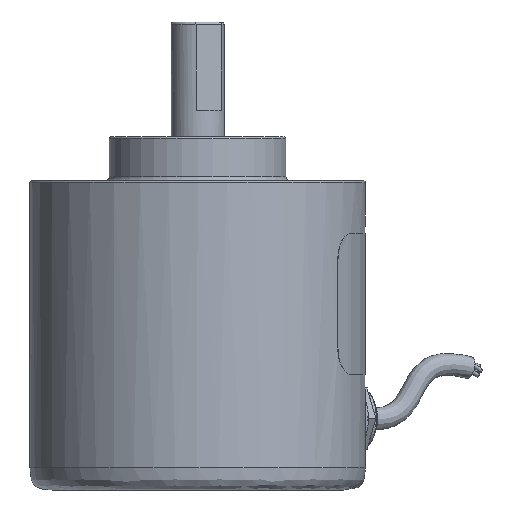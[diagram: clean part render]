
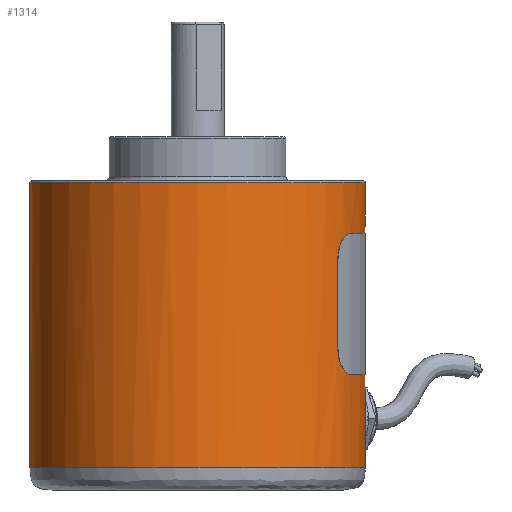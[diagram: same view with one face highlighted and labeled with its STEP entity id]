
A CAD part, left-side view. The second image highlights one B-rep face of the part: STEP entity #1314.
In plain terms, the highlighted cylindrical face has radius 19 mm (diameter 38 mm), a full revolution.
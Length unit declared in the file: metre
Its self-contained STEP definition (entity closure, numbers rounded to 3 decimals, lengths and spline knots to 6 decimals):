
#50=CYLINDRICAL_SURFACE('',#1614,0.019);
#96=LINE('',#3360,#140);
#97=LINE('',#3376,#141);
#140=VECTOR('',#1860,1.);
#141=VECTOR('',#1863,1.);
#215=CIRCLE('',#1615,0.019);
#216=CIRCLE('',#1616,0.019);
#217=CIRCLE('',#1617,0.019);
#381=ORIENTED_EDGE('',*,*,#680,.F.);
#382=ORIENTED_EDGE('',*,*,#627,.T.);
#383=ORIENTED_EDGE('',*,*,#681,.T.);
#384=ORIENTED_EDGE('',*,*,#682,.T.);
#385=ORIENTED_EDGE('',*,*,#683,.T.);
#386=ORIENTED_EDGE('',*,*,#684,.T.);
#387=ORIENTED_EDGE('',*,*,#685,.T.);
#388=ORIENTED_EDGE('',*,*,#686,.T.);
#389=ORIENTED_EDGE('',*,*,#687,.T.);
#390=ORIENTED_EDGE('',*,*,#688,.T.);
#391=ORIENTED_EDGE('',*,*,#620,.F.);
#620=EDGE_CURVE('',#797,#797,#901,.F.);
#627=EDGE_CURVE('',#804,#804,#902,.T.);
#680=EDGE_CURVE('',#836,#836,#215,.T.);
#681=EDGE_CURVE('',#837,#838,#216,.T.);
#682=EDGE_CURVE('',#838,#839,#909,.T.);
#683=EDGE_CURVE('',#839,#840,#96,.T.);
#684=EDGE_CURVE('',#840,#841,#910,.T.);
#685=EDGE_CURVE('',#841,#842,#217,.T.);
#686=EDGE_CURVE('',#842,#843,#911,.T.);
#687=EDGE_CURVE('',#843,#844,#97,.T.);
#688=EDGE_CURVE('',#844,#837,#912,.T.);
#797=VERTEX_POINT('',#3151);
#804=VERTEX_POINT('',#3176);
#836=VERTEX_POINT('',#3350);
#837=VERTEX_POINT('',#3352);
#838=VERTEX_POINT('',#3353);
#839=VERTEX_POINT('',#3359);
#840=VERTEX_POINT('',#3361);
#841=VERTEX_POINT('',#3367);
#842=VERTEX_POINT('',#3369);
#843=VERTEX_POINT('',#3375);
#844=VERTEX_POINT('',#3377);
#901=B_SPLINE_CURVE_WITH_KNOTS('',3,(#3132,#3133,#3134,#3135,#3136,#3137,
#3138,#3139,#3140,#3141,#3142,#3143,#3144,#3145,#3146,#3147,#3148,#3149,
#3150),.UNSPECIFIED.,.T.,.F.,(1,1,1,1,1,1,1,1,1,1,1,1,1,1,1,1,1,1,1,1,1,
1,1),(-0.1875,-0.125,-0.0625,0.,0.0625,0.125,0.1875,0.25,0.3125,0.375,0.4375,
0.5,0.5625,0.625,0.6875,0.75,0.8125,0.875,0.9375,1.,1.0625,1.125,1.1875),
 .UNSPECIFIED.);
#902=B_SPLINE_CURVE_WITH_KNOTS('',3,(#3165,#3166,#3167,#3168,#3169,#3170,
#3171,#3172,#3173,#3174,#3175),.UNSPECIFIED.,.T.,.F.,(1,1,1,1,1,1,1,1,1,
1,1,1,1,1,1),(-0.009406,-0.006273,-0.003139,
-0.000005,0.003129,0.006263,0.009396,
0.01253,0.015664,0.018798,0.021931,
0.025065,0.028199,0.031333,0.034467),
 .UNSPECIFIED.);
#909=B_SPLINE_CURVE_WITH_KNOTS('',3,(#3354,#3355,#3356,#3357,#3358),
 .UNSPECIFIED.,.F.,.F.,(4,1,4),(0.,0.002362,
0.004724),.UNSPECIFIED.);
#910=B_SPLINE_CURVE_WITH_KNOTS('',3,(#3362,#3363,#3364,#3365,#3366),
 .UNSPECIFIED.,.F.,.F.,(4,1,4),(0.,0.002365,0.004731),
 .UNSPECIFIED.);
#911=B_SPLINE_CURVE_WITH_KNOTS('',3,(#3370,#3371,#3372,#3373,#3374),
 .UNSPECIFIED.,.F.,.F.,(4,1,4),(0.,0.002371,
0.004742),.UNSPECIFIED.);
#912=B_SPLINE_CURVE_WITH_KNOTS('',3,(#3378,#3379,#3380,#3381,#3382),
 .UNSPECIFIED.,.F.,.F.,(4,1,4),(0.,0.002365,0.004731),
 .UNSPECIFIED.);
#1025=EDGE_LOOP('',(#381));
#1026=EDGE_LOOP('',(#382));
#1027=EDGE_LOOP('',(#383,#384,#385,#386,#387,#388,#389,#390));
#1028=EDGE_LOOP('',(#391));
#1156=FACE_BOUND('',#1025,.T.);
#1157=FACE_BOUND('',#1026,.T.);
#1158=FACE_BOUND('',#1027,.T.);
#1159=FACE_BOUND('',#1028,.T.);
#1314=ADVANCED_FACE('',(#1156,#1157,#1158,#1159),#50,.T.);
#1614=AXIS2_PLACEMENT_3D('',#3348,#1854,#1855);
#1615=AXIS2_PLACEMENT_3D('',#3349,#1856,#1857);
#1616=AXIS2_PLACEMENT_3D('',#3351,#1858,#1859);
#1617=AXIS2_PLACEMENT_3D('',#3368,#1861,#1862);
#1854=DIRECTION('',(0.,0.,1.));
#1855=DIRECTION('',(-0.5,0.866,0.));
#1856=DIRECTION('',(0.,0.,1.));
#1857=DIRECTION('',(-0.5,0.866,0.));
#1858=DIRECTION('',(0.,0.,1.));
#1859=DIRECTION('',(-0.5,0.866,0.));
#1860=DIRECTION('',(0.,0.,-1.));
#1861=DIRECTION('',(0.,0.,-1.));
#1862=DIRECTION('',(-0.5,0.866,0.));
#1863=DIRECTION('',(0.,0.,1.));
#3132=CARTESIAN_POINT('',(0.002545,-0.019328,-0.0325));
#3133=CARTESIAN_POINT('',(0.009747,-0.016883,-0.0325));
#3134=CARTESIAN_POINT('',(0.015466,-0.011868,-0.0325));
#3135=CARTESIAN_POINT('',(0.01883,-0.005046,-0.0325));
#3136=CARTESIAN_POINT('',(0.019328,0.002545,-0.0325));
#3137=CARTESIAN_POINT('',(0.016883,0.009747,-0.0325));
#3138=CARTESIAN_POINT('',(0.011868,0.015466,-0.0325));
#3139=CARTESIAN_POINT('',(0.005046,0.01883,-0.0325));
#3140=CARTESIAN_POINT('',(-0.002545,0.019328,-0.0325));
#3141=CARTESIAN_POINT('',(-0.009747,0.016883,-0.0325));
#3142=CARTESIAN_POINT('',(-0.015466,0.011868,-0.0325));
#3143=CARTESIAN_POINT('',(-0.01883,0.005046,-0.0325));
#3144=CARTESIAN_POINT('',(-0.019328,-0.002545,-0.0325));
#3145=CARTESIAN_POINT('',(-0.016883,-0.009747,-0.0325));
#3146=CARTESIAN_POINT('',(-0.011868,-0.015466,-0.0325));
#3147=CARTESIAN_POINT('',(-0.005046,-0.01883,-0.0325));
#3148=CARTESIAN_POINT('',(0.002545,-0.019328,-0.0325));
#3149=CARTESIAN_POINT('',(0.009747,-0.016883,-0.0325));
#3150=CARTESIAN_POINT('',(0.015466,-0.011868,-0.0325));
#3151=CARTESIAN_POINT('',(0.0095,-0.016454,-0.0325));
#3165=CARTESIAN_POINT('',(0.006675,-0.017841,-0.023782));
#3166=CARTESIAN_POINT('',(0.009548,-0.016548,-0.02248));
#3167=CARTESIAN_POINT('',(0.012106,-0.014708,-0.023773));
#3168=CARTESIAN_POINT('',(0.013072,-0.013776,-0.026909));
#3169=CARTESIAN_POINT('',(0.012112,-0.014702,-0.030043));
#3170=CARTESIAN_POINT('',(0.009555,-0.016545,-0.031346));
#3171=CARTESIAN_POINT('',(0.006682,-0.017839,-0.030047));
#3172=CARTESIAN_POINT('',(0.005395,-0.018209,-0.026922));
#3173=CARTESIAN_POINT('',(0.006675,-0.017841,-0.023782));
#3174=CARTESIAN_POINT('',(0.009548,-0.016548,-0.02248));
#3175=CARTESIAN_POINT('',(0.012106,-0.014708,-0.023773));
#3176=CARTESIAN_POINT('',(0.0095,-0.016454,-0.030912));
#3348=CARTESIAN_POINT('',(0.,0.,-0.035));
#3349=CARTESIAN_POINT('',(0.,0.,-0.0002));
#3350=CARTESIAN_POINT('',(-0.0095,0.016454,-0.0002));
#3351=CARTESIAN_POINT('',(0.,0.,-0.005912));
#3352=CARTESIAN_POINT('',(-0.007813,-0.017319,-0.005912));
#3353=CARTESIAN_POINT('',(0.018905,-0.001894,-0.005912));
#3354=CARTESIAN_POINT('',(0.018905,-0.001894,-0.005912));
#3355=CARTESIAN_POINT('',(0.018984,-0.00111,-0.005912));
#3356=CARTESIAN_POINT('',(0.019021,0.000463,-0.006575));
#3357=CARTESIAN_POINT('',(0.018968,0.001103,-0.008125));
#3358=CARTESIAN_POINT('',(0.018968,0.001103,-0.008912));
#3359=CARTESIAN_POINT('',(0.018968,0.001103,-0.008912));
#3360=CARTESIAN_POINT('',(0.018968,0.001103,-0.035));
#3361=CARTESIAN_POINT('',(0.018968,0.001103,-0.018912));
#3362=CARTESIAN_POINT('',(0.018968,0.001103,-0.018912));
#3363=CARTESIAN_POINT('',(0.018968,0.001103,-0.019701));
#3364=CARTESIAN_POINT('',(0.019021,0.000463,-0.021249));
#3365=CARTESIAN_POINT('',(0.018984,-0.001109,-0.021912));
#3366=CARTESIAN_POINT('',(0.018905,-0.001894,-0.021912));
#3367=CARTESIAN_POINT('',(0.018905,-0.001894,-0.021912));
#3368=CARTESIAN_POINT('',(0.,0.,-0.021912));
#3369=CARTESIAN_POINT('',(-0.007813,-0.017319,-0.021912));
#3370=CARTESIAN_POINT('',(-0.007813,-0.017319,-0.021912));
#3371=CARTESIAN_POINT('',(-0.008533,-0.016994,-0.021912));
#3372=CARTESIAN_POINT('',(-0.009908,-0.016243,-0.021252));
#3373=CARTESIAN_POINT('',(-0.010439,-0.015875,-0.019703));
#3374=CARTESIAN_POINT('',(-0.010439,-0.015875,-0.018912));
#3375=CARTESIAN_POINT('',(-0.010439,-0.015875,-0.018912));
#3376=CARTESIAN_POINT('',(-0.010439,-0.015875,-0.035));
#3377=CARTESIAN_POINT('',(-0.010439,-0.015875,-0.008912));
#3378=CARTESIAN_POINT('',(-0.010439,-0.015875,-0.008912));
#3379=CARTESIAN_POINT('',(-0.010439,-0.015875,-0.008124));
#3380=CARTESIAN_POINT('',(-0.009911,-0.016241,-0.006576));
#3381=CARTESIAN_POINT('',(-0.008532,-0.016995,-0.005912));
#3382=CARTESIAN_POINT('',(-0.007813,-0.017319,-0.005912));
